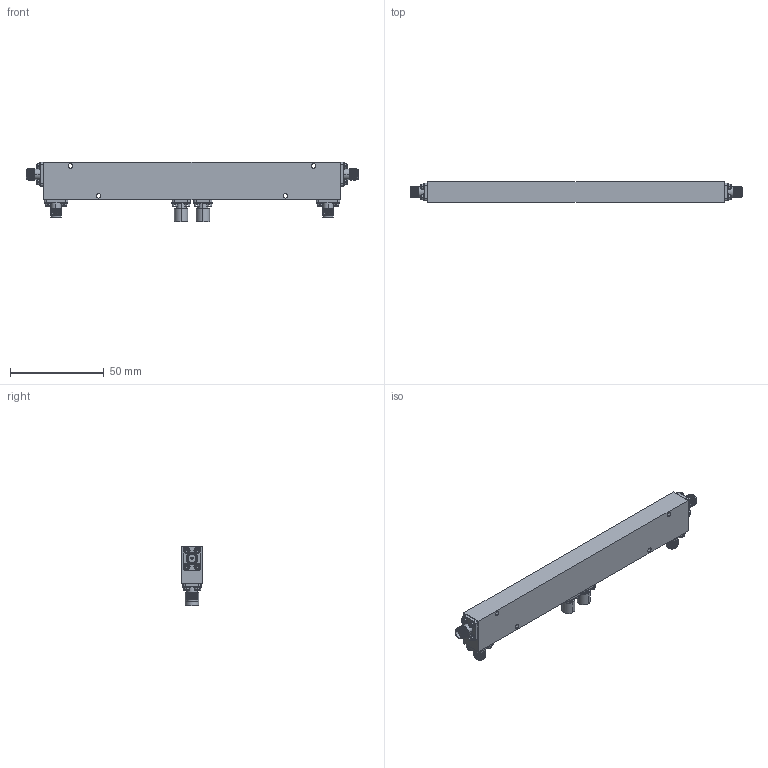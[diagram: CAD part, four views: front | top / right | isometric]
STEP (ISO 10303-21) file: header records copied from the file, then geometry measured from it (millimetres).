
FILE_DESCRIPTION (( 'STEP AP214' ), '1' );
FILE_NAME ('FMCP1145-6_3D.step', '2023-04-18T19:29:03', ( '' ), ( '' ), 'SwSTEP 2.0', 'SolidWorks 2022', '' );
FILE_SCHEMA (( 'AUTOMOTIVE_DESIGN' ));
Length unit declared in the file: millimetre
Products named in the file (5): Copy of SCR,M2x4,RndHdSlot^FMCP1145-6; FMCP1145-6_3D; COUPLER ENCLOSURE^FMCP1145-6; Copy of PE4538^FMCP1145-6; Copy of PE2CP1109_TERMINATION^FMCP1145-6
Assembly tree (31 placements, depth 2):
  FMCP1145-6_3D
    COUPLER ENCLOSURE^FMCP1145-6
    Copy of PE4538^FMCP1145-6  x4
    Copy of SCR,M2x4,RndHdSlot^FMCP1145-6  x24
    Copy of PE2CP1109_TERMINATION^FMCP1145-6  x2
Bounding box: 177.55 x 11 x 31.94 mm (x, y, z)
Volume: 38371.5 mm3; surface area: 16160.9 mm2
Topology: 31 solids, 31 shells, 786 faces, 1856 edges, 1204 vertices
Faces by surface type: cylinder 336, plane 294, torus 92, cone 52, bspline 12
Entity records: 6153 total; most frequent: CARTESIAN_POINT 2508, DIRECTION 765, ORIENTED_EDGE 666, EDGE_CURVE 333, AXIS2_PLACEMENT_3D 314, VERTEX_POINT 215, EDGE_LOOP 168, CIRCLE 148
